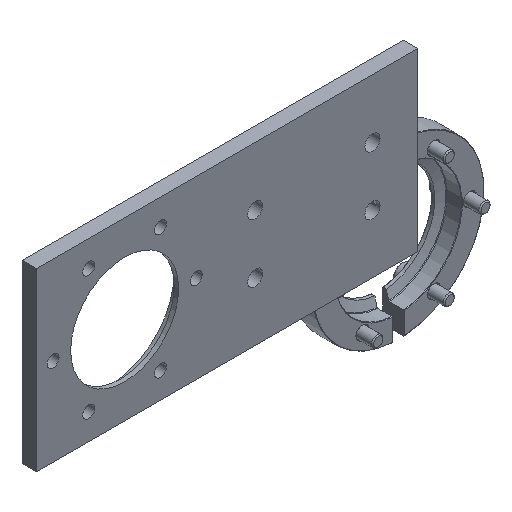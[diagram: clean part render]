
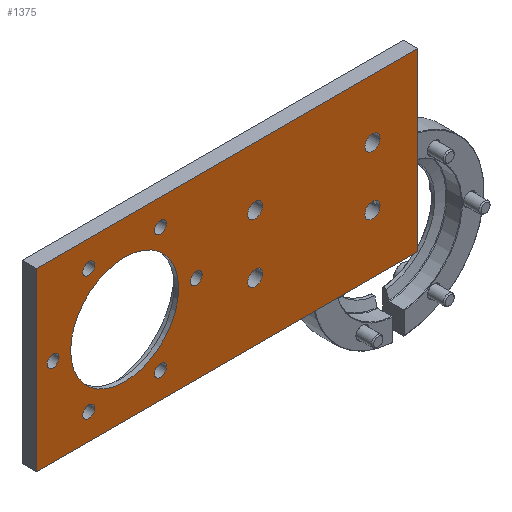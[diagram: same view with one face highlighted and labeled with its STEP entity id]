
A CAD part, isometric view. The second image highlights one B-rep face of the part: STEP entity #1375.
In plain terms, the highlighted planar face has unit normal (0, -1, 0).
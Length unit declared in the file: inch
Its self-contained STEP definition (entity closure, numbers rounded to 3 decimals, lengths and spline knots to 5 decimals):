
#156=FACE_BOUND('',#578,.T.);
#157=FACE_BOUND('',#579,.T.);
#158=FACE_BOUND('',#580,.T.);
#159=FACE_BOUND('',#581,.T.);
#160=FACE_BOUND('',#582,.T.);
#161=FACE_BOUND('',#583,.T.);
#162=FACE_BOUND('',#584,.T.);
#163=FACE_BOUND('',#585,.T.);
#164=FACE_BOUND('',#586,.T.);
#165=FACE_BOUND('',#587,.T.);
#166=FACE_BOUND('',#588,.T.);
#192=PLANE('',#1562);
#245=LINE('',#2373,#309);
#249=LINE('',#2381,#313);
#252=LINE('',#2387,#316);
#255=LINE('',#2392,#319);
#309=VECTOR('',#1971,0.3937);
#313=VECTOR('',#1977,0.3937);
#316=VECTOR('',#1982,0.3937);
#319=VECTOR('',#1987,0.3937);
#430=FACE_OUTER_BOUND('',#577,.T.);
#577=EDGE_LOOP('',(#1253,#1254,#1255,#1256));
#578=EDGE_LOOP('',(#1257));
#579=EDGE_LOOP('',(#1258));
#580=EDGE_LOOP('',(#1259));
#581=EDGE_LOOP('',(#1260));
#582=EDGE_LOOP('',(#1261));
#583=EDGE_LOOP('',(#1262));
#584=EDGE_LOOP('',(#1263));
#585=EDGE_LOOP('',(#1264));
#586=EDGE_LOOP('',(#1265));
#587=EDGE_LOOP('',(#1266));
#588=EDGE_LOOP('',(#1267));
#657=CIRCLE('',#1522,0.92028);
#660=CIRCLE('',#1527,0.1285);
#662=CIRCLE('',#1530,0.1285);
#664=CIRCLE('',#1533,0.10177);
#666=CIRCLE('',#1536,0.1285);
#668=CIRCLE('',#1539,0.10177);
#671=CIRCLE('',#1544,0.10177);
#673=CIRCLE('',#1547,0.10177);
#675=CIRCLE('',#1550,0.10177);
#677=CIRCLE('',#1553,0.10177);
#679=CIRCLE('',#1556,0.1285);
#772=VERTEX_POINT('',#2312);
#775=VERTEX_POINT('',#2320);
#777=VERTEX_POINT('',#2325);
#779=VERTEX_POINT('',#2330);
#781=VERTEX_POINT('',#2335);
#783=VERTEX_POINT('',#2340);
#786=VERTEX_POINT('',#2348);
#788=VERTEX_POINT('',#2353);
#790=VERTEX_POINT('',#2358);
#792=VERTEX_POINT('',#2363);
#794=VERTEX_POINT('',#2368);
#795=VERTEX_POINT('',#2371);
#796=VERTEX_POINT('',#2372);
#799=VERTEX_POINT('',#2380);
#801=VERTEX_POINT('',#2386);
#923=EDGE_CURVE('',#772,#772,#657,.T.);
#926=EDGE_CURVE('',#775,#775,#660,.T.);
#928=EDGE_CURVE('',#777,#777,#662,.T.);
#930=EDGE_CURVE('',#779,#779,#664,.T.);
#932=EDGE_CURVE('',#781,#781,#666,.T.);
#934=EDGE_CURVE('',#783,#783,#668,.T.);
#937=EDGE_CURVE('',#786,#786,#671,.T.);
#939=EDGE_CURVE('',#788,#788,#673,.T.);
#941=EDGE_CURVE('',#790,#790,#675,.T.);
#943=EDGE_CURVE('',#792,#792,#677,.T.);
#945=EDGE_CURVE('',#794,#794,#679,.T.);
#946=EDGE_CURVE('',#795,#796,#245,.T.);
#950=EDGE_CURVE('',#796,#799,#249,.T.);
#953=EDGE_CURVE('',#799,#801,#252,.T.);
#956=EDGE_CURVE('',#801,#795,#255,.T.);
#1253=ORIENTED_EDGE('',*,*,#956,.T.);
#1254=ORIENTED_EDGE('',*,*,#946,.T.);
#1255=ORIENTED_EDGE('',*,*,#950,.T.);
#1256=ORIENTED_EDGE('',*,*,#953,.T.);
#1257=ORIENTED_EDGE('',*,*,#923,.F.);
#1258=ORIENTED_EDGE('',*,*,#945,.F.);
#1259=ORIENTED_EDGE('',*,*,#943,.F.);
#1260=ORIENTED_EDGE('',*,*,#941,.F.);
#1261=ORIENTED_EDGE('',*,*,#939,.F.);
#1262=ORIENTED_EDGE('',*,*,#937,.F.);
#1263=ORIENTED_EDGE('',*,*,#934,.F.);
#1264=ORIENTED_EDGE('',*,*,#932,.F.);
#1265=ORIENTED_EDGE('',*,*,#930,.F.);
#1266=ORIENTED_EDGE('',*,*,#928,.F.);
#1267=ORIENTED_EDGE('',*,*,#926,.F.);
#1375=ADVANCED_FACE('',(#430,#156,#157,#158,#159,#160,#161,#162,#163,#164,
#165,#166),#192,.F.);
#1522=AXIS2_PLACEMENT_3D('',#2313,#1899,#1900);
#1527=AXIS2_PLACEMENT_3D('',#2321,#1909,#1910);
#1530=AXIS2_PLACEMENT_3D('',#2326,#1915,#1916);
#1533=AXIS2_PLACEMENT_3D('',#2331,#1921,#1922);
#1536=AXIS2_PLACEMENT_3D('',#2336,#1927,#1928);
#1539=AXIS2_PLACEMENT_3D('',#2341,#1933,#1934);
#1544=AXIS2_PLACEMENT_3D('',#2349,#1943,#1944);
#1547=AXIS2_PLACEMENT_3D('',#2354,#1949,#1950);
#1550=AXIS2_PLACEMENT_3D('',#2359,#1955,#1956);
#1553=AXIS2_PLACEMENT_3D('',#2364,#1961,#1962);
#1556=AXIS2_PLACEMENT_3D('',#2369,#1967,#1968);
#1562=AXIS2_PLACEMENT_3D('',#2395,#1991,#1992);
#1899=DIRECTION('center_axis',(0.,-1.,0.));
#1900=DIRECTION('ref_axis',(1.,0.,0.));
#1909=DIRECTION('center_axis',(0.,-1.,0.));
#1910=DIRECTION('ref_axis',(1.,0.,0.));
#1915=DIRECTION('center_axis',(0.,-1.,0.));
#1916=DIRECTION('ref_axis',(1.,0.,0.));
#1921=DIRECTION('center_axis',(0.,-1.,0.));
#1922=DIRECTION('ref_axis',(1.,0.,0.));
#1927=DIRECTION('center_axis',(0.,-1.,0.));
#1928=DIRECTION('ref_axis',(1.,0.,0.));
#1933=DIRECTION('center_axis',(0.,-1.,0.));
#1934=DIRECTION('ref_axis',(1.,0.,0.));
#1943=DIRECTION('center_axis',(0.,-1.,0.));
#1944=DIRECTION('ref_axis',(1.,0.,0.));
#1949=DIRECTION('center_axis',(0.,-1.,0.));
#1950=DIRECTION('ref_axis',(1.,0.,0.));
#1955=DIRECTION('center_axis',(0.,-1.,0.));
#1956=DIRECTION('ref_axis',(1.,0.,0.));
#1961=DIRECTION('center_axis',(0.,-1.,0.));
#1962=DIRECTION('ref_axis',(1.,0.,0.));
#1967=DIRECTION('center_axis',(0.,-1.,0.));
#1968=DIRECTION('ref_axis',(1.,0.,0.));
#1971=DIRECTION('',(0.,0.,-1.));
#1977=DIRECTION('',(1.,0.,0.));
#1982=DIRECTION('',(0.,0.,1.));
#1987=DIRECTION('',(-1.,0.,0.));
#1991=DIRECTION('center_axis',(0.,1.,0.));
#1992=DIRECTION('ref_axis',(1.,0.,0.));
#2312=CARTESIAN_POINT('',(-5.92028,0.,1.5));
#2313=CARTESIAN_POINT('Origin',(-5.,0.,1.5));
#2320=CARTESIAN_POINT('',(-2.90212,0.,2.));
#2321=CARTESIAN_POINT('Origin',(-2.77362,0.,2.));
#2325=CARTESIAN_POINT('',(-2.90212,0.,1.));
#2326=CARTESIAN_POINT('Origin',(-2.77362,0.,1.));
#2330=CARTESIAN_POINT('',(-5.71201,0.,2.55696));
#2331=CARTESIAN_POINT('Origin',(-5.61024,0.,2.55696));
#2335=CARTESIAN_POINT('',(-0.90212,0.,1.));
#2336=CARTESIAN_POINT('Origin',(-0.77362,0.,1.));
#2340=CARTESIAN_POINT('',(-5.71201,0.,0.44304));
#2341=CARTESIAN_POINT('Origin',(-5.61024,0.,0.44304));
#2348=CARTESIAN_POINT('',(-3.8813,0.,1.5));
#2349=CARTESIAN_POINT('Origin',(-3.77953,0.,1.5));
#2353=CARTESIAN_POINT('',(-6.32224,0.,1.5));
#2354=CARTESIAN_POINT('Origin',(-6.22047,0.,1.5));
#2358=CARTESIAN_POINT('',(-4.49154,0.,0.44304));
#2359=CARTESIAN_POINT('Origin',(-4.38976,0.,0.44304));
#2363=CARTESIAN_POINT('',(-4.49154,0.,2.55696));
#2364=CARTESIAN_POINT('Origin',(-4.38976,0.,2.55696));
#2368=CARTESIAN_POINT('',(-0.90212,0.,2.));
#2369=CARTESIAN_POINT('Origin',(-0.77362,0.,2.));
#2371=CARTESIAN_POINT('',(-6.5,0.,3.));
#2372=CARTESIAN_POINT('',(-6.5,0.,0.));
#2373=CARTESIAN_POINT('',(-6.5,0.,3.));
#2380=CARTESIAN_POINT('',(0.,0.,0.));
#2381=CARTESIAN_POINT('',(-6.5,0.,0.));
#2386=CARTESIAN_POINT('',(0.,0.,3.));
#2387=CARTESIAN_POINT('',(0.,0.,0.));
#2392=CARTESIAN_POINT('',(0.,0.,3.));
#2395=CARTESIAN_POINT('Origin',(-3.25,0.,1.5));
